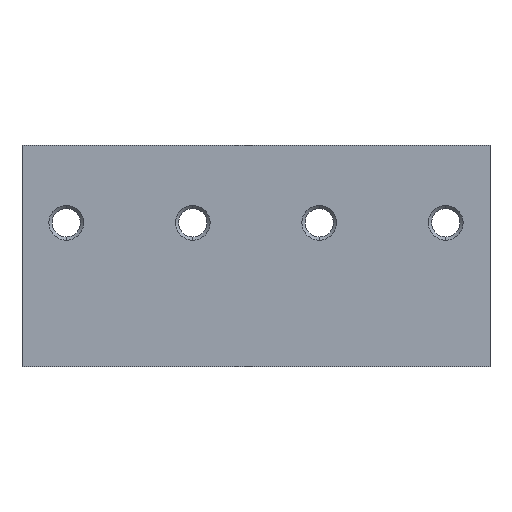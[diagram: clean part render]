
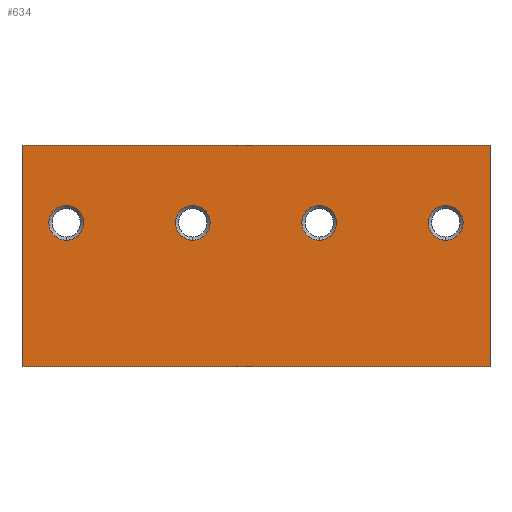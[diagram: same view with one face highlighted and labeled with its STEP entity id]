
A CAD part, front view. The second image highlights one B-rep face of the part: STEP entity #634.
In plain terms, the highlighted planar face has unit normal (0, -1, 0).
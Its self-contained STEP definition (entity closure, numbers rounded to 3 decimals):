
#9 = EDGE_CURVE ( 'NONE', #830, #2085, #199, .T. ) ;
#10 = ORIENTED_EDGE ( 'NONE', *, *, #1015, .T. ) ;
#40 = CARTESIAN_POINT ( 'NONE',  ( -10., 0., 5.25 ) ) ;
#60 = CARTESIAN_POINT ( 'NONE',  ( 37., 0., 17.5 ) ) ;
#103 = VECTOR ( 'NONE', #1929, 1000. ) ;
#108 = CARTESIAN_POINT ( 'NONE',  ( 30., 0., 5.25 ) ) ;
#136 = EDGE_LOOP ( 'NONE', ( #1196, #1491, #515, #1113 ) ) ;
#139 = FACE_BOUND ( 'NONE', #1227, .T. ) ;
#155 = AXIS2_PLACEMENT_3D ( 'NONE', #60, #1980, #857 ) ;
#158 = CIRCLE ( 'NONE', #352, 2.75 ) ;
#179 = DIRECTION ( 'NONE',  ( 0., 1., 0. ) ) ;
#199 = CIRCLE ( 'NONE', #855, 2.75 ) ;
#208 = ORIENTED_EDGE ( 'NONE', *, *, #9, .T. ) ;
#229 = CARTESIAN_POINT ( 'NONE',  ( 30., 0., 8. ) ) ;
#238 = EDGE_LOOP ( 'NONE', ( #1651, #1825 ) ) ;
#260 = AXIS2_PLACEMENT_3D ( 'NONE', #2019, #300, #1907 ) ;
#271 = DIRECTION ( 'NONE',  ( 0., 1., 0. ) ) ;
#284 = VECTOR ( 'NONE', #1958, 1000. ) ;
#300 = DIRECTION ( 'NONE',  ( 0., 1., 0. ) ) ;
#340 = LINE ( 'NONE', #1965, #716 ) ;
#350 = EDGE_CURVE ( 'NONE', #844, #1050, #426, .T. ) ;
#352 = AXIS2_PLACEMENT_3D ( 'NONE', #2070, #1264, #1889 ) ;
#360 = ORIENTED_EDGE ( 'NONE', *, *, #1274, .T. ) ;
#426 = CIRCLE ( 'NONE', #1848, 2.75 ) ;
#480 = CARTESIAN_POINT ( 'NONE',  ( -30., 0., 8. ) ) ;
#514 = CIRCLE ( 'NONE', #260, 2.75 ) ;
#515 = ORIENTED_EDGE ( 'NONE', *, *, #1307, .F. ) ;
#605 = EDGE_LOOP ( 'NONE', ( #10, #360 ) ) ;
#606 = CARTESIAN_POINT ( 'NONE',  ( 10., 0., 8. ) ) ;
#623 = ORIENTED_EDGE ( 'NONE', *, *, #1977, .T. ) ;
#632 = CARTESIAN_POINT ( 'NONE',  ( -10., 0., 8. ) ) ;
#634 = ADVANCED_FACE ( 'NONE', ( #139, #806, #1350, #1906, #696 ), #1969, .F. ) ;
#658 = DIRECTION ( 'NONE',  ( 0., 0., 1. ) ) ;
#674 = CARTESIAN_POINT ( 'NONE',  ( 30., 0., 2.5 ) ) ;
#683 = CARTESIAN_POINT ( 'NONE',  ( -30., 0., 2.5 ) ) ;
#696 = FACE_OUTER_BOUND ( 'NONE', #136, .T. ) ;
#716 = VECTOR ( 'NONE', #1195, 1000. ) ;
#725 = AXIS2_PLACEMENT_3D ( 'NONE', #1444, #1613, #782 ) ;
#731 = VECTOR ( 'NONE', #1873, 1000. ) ;
#758 = EDGE_LOOP ( 'NONE', ( #1172, #623 ) ) ;
#762 = CARTESIAN_POINT ( 'NONE',  ( 37., 0., 17.5 ) ) ;
#769 = VERTEX_POINT ( 'NONE', #1393 ) ;
#782 = DIRECTION ( 'NONE',  ( 0., 0., 1. ) ) ;
#806 = FACE_BOUND ( 'NONE', #238, .T. ) ;
#823 = VERTEX_POINT ( 'NONE', #480 ) ;
#830 = VERTEX_POINT ( 'NONE', #674 ) ;
#844 = VERTEX_POINT ( 'NONE', #632 ) ;
#855 = AXIS2_PLACEMENT_3D ( 'NONE', #2035, #1265, #658 ) ;
#857 = DIRECTION ( 'NONE',  ( 0., 0., 1. ) ) ;
#861 = VERTEX_POINT ( 'NONE', #606 ) ;
#869 = EDGE_CURVE ( 'NONE', #1050, #844, #1414, .T. ) ;
#907 = VERTEX_POINT ( 'NONE', #1385 ) ;
#913 = AXIS2_PLACEMENT_3D ( 'NONE', #1732, #179, #1540 ) ;
#929 = DIRECTION ( 'NONE',  ( 0., 0., 1. ) ) ;
#1006 = EDGE_CURVE ( 'NONE', #1418, #861, #2062, .T. ) ;
#1015 = EDGE_CURVE ( 'NONE', #1091, #823, #514, .T. ) ;
#1027 = DIRECTION ( 'NONE',  ( 0., 0., 1. ) ) ;
#1042 = DIRECTION ( 'NONE',  ( 0., 1., 0. ) ) ;
#1050 = VERTEX_POINT ( 'NONE', #1285 ) ;
#1083 = LINE ( 'NONE', #762, #284 ) ;
#1091 = VERTEX_POINT ( 'NONE', #683 ) ;
#1104 = ORIENTED_EDGE ( 'NONE', *, *, #1220, .T. ) ;
#1113 = ORIENTED_EDGE ( 'NONE', *, *, #1481, .T. ) ;
#1133 = CARTESIAN_POINT ( 'NONE',  ( -37., 0., -17.5 ) ) ;
#1172 = ORIENTED_EDGE ( 'NONE', *, *, #1006, .T. ) ;
#1195 = DIRECTION ( 'NONE',  ( 0., 0., -1. ) ) ;
#1196 = ORIENTED_EDGE ( 'NONE', *, *, #2073, .T. ) ;
#1220 = EDGE_CURVE ( 'NONE', #2085, #830, #2002, .T. ) ;
#1227 = EDGE_LOOP ( 'NONE', ( #208, #1104 ) ) ;
#1264 = DIRECTION ( 'NONE',  ( 0., 1., 0. ) ) ;
#1265 = DIRECTION ( 'NONE',  ( 0., 1., 0. ) ) ;
#1274 = EDGE_CURVE ( 'NONE', #823, #1091, #1435, .T. ) ;
#1285 = CARTESIAN_POINT ( 'NONE',  ( -10., 0., 2.5 ) ) ;
#1307 = EDGE_CURVE ( 'NONE', #907, #769, #1581, .T. ) ;
#1350 = FACE_BOUND ( 'NONE', #758, .T. ) ;
#1358 = AXIS2_PLACEMENT_3D ( 'NONE', #1547, #1860, #929 ) ;
#1385 = CARTESIAN_POINT ( 'NONE',  ( 37., 0., 17.5 ) ) ;
#1386 = DIRECTION ( 'NONE',  ( 0., 0., 1. ) ) ;
#1393 = CARTESIAN_POINT ( 'NONE',  ( 37., 0., -17.5 ) ) ;
#1414 = CIRCLE ( 'NONE', #725, 2.75 ) ;
#1418 = VERTEX_POINT ( 'NONE', #1834 ) ;
#1435 = CIRCLE ( 'NONE', #1358, 2.75 ) ;
#1444 = CARTESIAN_POINT ( 'NONE',  ( -10., 0., 5.25 ) ) ;
#1481 = EDGE_CURVE ( 'NONE', #907, #1550, #1083, .T. ) ;
#1491 = ORIENTED_EDGE ( 'NONE', *, *, #1692, .F. ) ;
#1540 = DIRECTION ( 'NONE',  ( 0., 0., 1. ) ) ;
#1547 = CARTESIAN_POINT ( 'NONE',  ( -30., 0., 5.25 ) ) ;
#1550 = VERTEX_POINT ( 'NONE', #1747 ) ;
#1581 = LINE ( 'NONE', #1668, #103 ) ;
#1606 = VERTEX_POINT ( 'NONE', #1133 ) ;
#1609 = LINE ( 'NONE', #1847, #731 ) ;
#1613 = DIRECTION ( 'NONE',  ( 0., 1., 0. ) ) ;
#1651 = ORIENTED_EDGE ( 'NONE', *, *, #869, .T. ) ;
#1668 = CARTESIAN_POINT ( 'NONE',  ( 37., 0., 17.5 ) ) ;
#1692 = EDGE_CURVE ( 'NONE', #769, #1606, #1609, .T. ) ;
#1732 = CARTESIAN_POINT ( 'NONE',  ( 10., 0., 5.25 ) ) ;
#1747 = CARTESIAN_POINT ( 'NONE',  ( -37., 0., 17.5 ) ) ;
#1785 = AXIS2_PLACEMENT_3D ( 'NONE', #108, #271, #1386 ) ;
#1825 = ORIENTED_EDGE ( 'NONE', *, *, #350, .T. ) ;
#1834 = CARTESIAN_POINT ( 'NONE',  ( 10., 0., 2.5 ) ) ;
#1847 = CARTESIAN_POINT ( 'NONE',  ( 37., 0., -17.5 ) ) ;
#1848 = AXIS2_PLACEMENT_3D ( 'NONE', #40, #1042, #1027 ) ;
#1860 = DIRECTION ( 'NONE',  ( 0., 1., 0. ) ) ;
#1873 = DIRECTION ( 'NONE',  ( -1., 0., 0. ) ) ;
#1889 = DIRECTION ( 'NONE',  ( 0., 0., 1. ) ) ;
#1906 = FACE_BOUND ( 'NONE', #605, .T. ) ;
#1907 = DIRECTION ( 'NONE',  ( 0., 0., 1. ) ) ;
#1929 = DIRECTION ( 'NONE',  ( 0., 0., -1. ) ) ;
#1958 = DIRECTION ( 'NONE',  ( -1., 0., 0. ) ) ;
#1965 = CARTESIAN_POINT ( 'NONE',  ( -37., 0., 17.5 ) ) ;
#1969 = PLANE ( 'NONE',  #155 ) ;
#1977 = EDGE_CURVE ( 'NONE', #861, #1418, #158, .T. ) ;
#1980 = DIRECTION ( 'NONE',  ( 0., 1., 0. ) ) ;
#2002 = CIRCLE ( 'NONE', #1785, 2.75 ) ;
#2019 = CARTESIAN_POINT ( 'NONE',  ( -30., 0., 5.25 ) ) ;
#2035 = CARTESIAN_POINT ( 'NONE',  ( 30., 0., 5.25 ) ) ;
#2062 = CIRCLE ( 'NONE', #913, 2.75 ) ;
#2070 = CARTESIAN_POINT ( 'NONE',  ( 10., 0., 5.25 ) ) ;
#2073 = EDGE_CURVE ( 'NONE', #1550, #1606, #340, .T. ) ;
#2085 = VERTEX_POINT ( 'NONE', #229 ) ;
